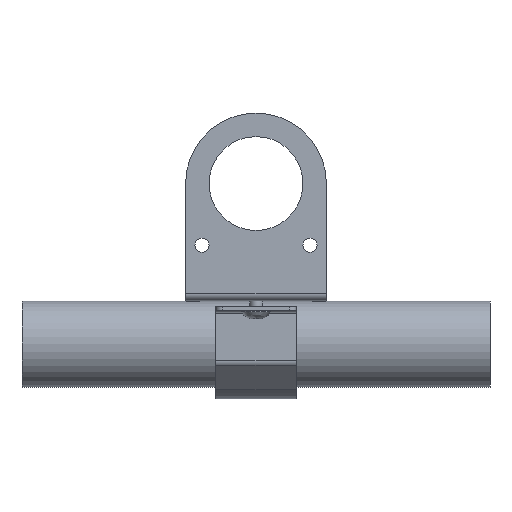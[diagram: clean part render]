
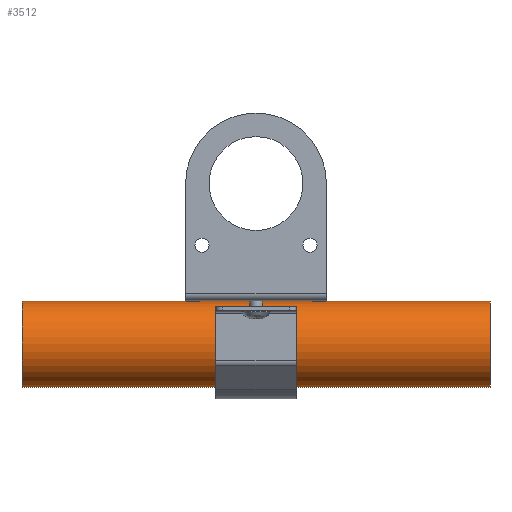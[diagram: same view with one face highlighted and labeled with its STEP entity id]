
A CAD part, top view. The second image highlights one B-rep face of the part: STEP entity #3512.
In plain terms, the highlighted cylindrical face has radius 14 mm (diameter 28 mm), a partial arc.
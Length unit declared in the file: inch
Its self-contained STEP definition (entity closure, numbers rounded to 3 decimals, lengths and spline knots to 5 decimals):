
#3400=CARTESIAN_POINT('',(-2.99213,-0.55118,-1.277));
#3401=DIRECTION('',(1.,0.,0.));
#3402=DIRECTION('',(0.,1.,0.));
#3403=AXIS2_PLACEMENT_3D('',#3400,#3401,#3402);
#3415=DIRECTION('',(1.,0.,0.));
#3416=VECTOR('',#3415,5.98425);
#3417=CARTESIAN_POINT('',(-2.99213,-1.10236,-1.277));
#3418=LINE('',#3417,#3416);
#3419=DIRECTION('',(1.,0.,0.));
#3420=VECTOR('',#3419,5.98425);
#3421=CARTESIAN_POINT('',(-2.99213,0.,-1.277));
#3422=LINE('',#3421,#3420);
#3428=CARTESIAN_POINT('',(2.99213,-0.55118,-1.277));
#3429=DIRECTION('',(1.,0.,0.));
#3430=DIRECTION('',(0.,1.,0.));
#3431=AXIS2_PLACEMENT_3D('',#3428,#3429,#3430);
#3451=CARTESIAN_POINT('',(-2.99213,-1.10236,-1.277));
#3452=CARTESIAN_POINT('',(-2.99213,0.,-1.277));
#3453=VERTEX_POINT('',#3451);
#3454=VERTEX_POINT('',#3452);
#3459=CARTESIAN_POINT('',(2.99213,-1.10236,-1.277));
#3460=CARTESIAN_POINT('',(2.99213,0.,-1.277));
#3461=VERTEX_POINT('',#3459);
#3462=VERTEX_POINT('',#3460);
#3500=CARTESIAN_POINT('',(-2.99213,-0.55118,-1.277));
#3501=DIRECTION('',(1.,0.,0.));
#3502=DIRECTION('',(0.,-1.,0.));
#3503=AXIS2_PLACEMENT_3D('',#3500,#3501,#3502);
#3504=CYLINDRICAL_SURFACE('',#3503,0.55118);
#3505=ORIENTED_EDGE('',*,*,#3474,.F.);
#3506=ORIENTED_EDGE('',*,*,#3495,.T.);
#3508=ORIENTED_EDGE('',*,*,#3507,.T.);
#3509=ORIENTED_EDGE('',*,*,#3491,.F.);
#3510=EDGE_LOOP('',(#3505,#3506,#3508,#3509));
#3511=FACE_OUTER_BOUND('',#3510,.F.);
#3512=ADVANCED_FACE('',(#3511),#3504,.T.);
#3404=CIRCLE('',#3403,0.55118);
#3432=CIRCLE('',#3431,0.55118);
#3474=EDGE_CURVE('',#3454,#3453,#3404,.T.);
#3491=EDGE_CURVE('',#3453,#3461,#3418,.T.);
#3495=EDGE_CURVE('',#3454,#3462,#3422,.T.);
#3507=EDGE_CURVE('',#3462,#3461,#3432,.T.);
